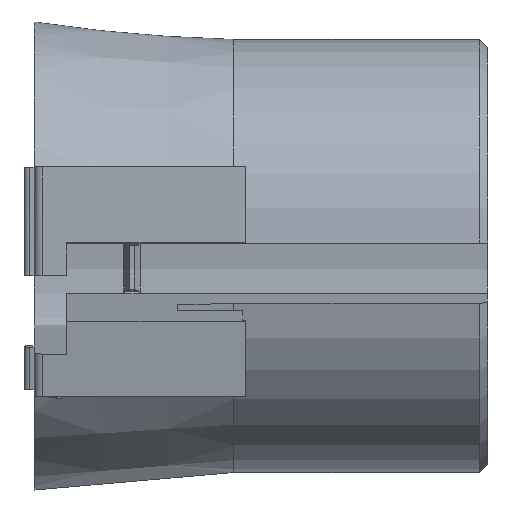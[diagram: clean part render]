
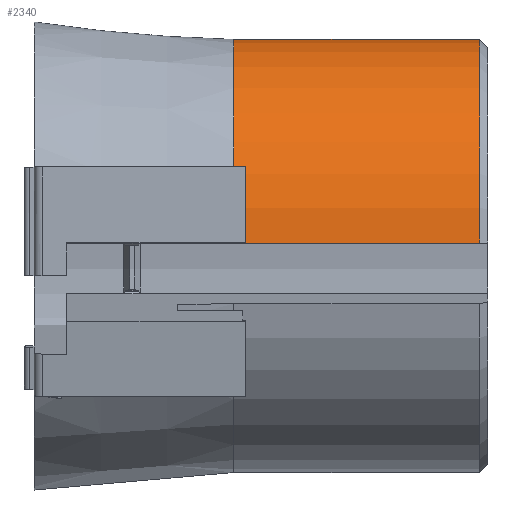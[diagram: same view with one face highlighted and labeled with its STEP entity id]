
A CAD part, top view. The second image highlights one B-rep face of the part: STEP entity #2340.
In plain terms, the highlighted cylindrical face has radius 12.5 mm (diameter 25 mm), a partial arc.
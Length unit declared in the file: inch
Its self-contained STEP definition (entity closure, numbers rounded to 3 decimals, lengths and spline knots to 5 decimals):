
#43 = ORIENTED_EDGE ( 'NONE', *, *, #772, .T. ) ;
#46 = DIRECTION ( 'NONE',  ( -1., 0., 0. ) ) ;
#85 = VERTEX_POINT ( 'NONE', #814 ) ;
#92 = LINE ( 'NONE', #700, #1252 ) ;
#126 = CARTESIAN_POINT ( 'NONE',  ( 1.04331, 0., 0. ) ) ;
#503 = EDGE_CURVE ( 'NONE', #85, #1146, #92, .T. ) ;
#672 = EDGE_CURVE ( 'NONE', #1146, #1315, #2396, .T. ) ;
#700 = CARTESIAN_POINT ( 'NONE',  ( 0.7565, 0.01239, -0.49197 ) ) ;
#772 = EDGE_CURVE ( 'NONE', #2495, #1315, #3207, .T. ) ;
#802 = DIRECTION ( 'NONE',  ( 1., 0., 0. ) ) ;
#814 = CARTESIAN_POINT ( 'NONE',  ( 0.45, 0.01239, -0.49197 ) ) ;
#999 = DIRECTION ( 'NONE',  ( 0., -1., 0. ) ) ;
#1012 = CARTESIAN_POINT ( 'NONE',  ( 0.7565, 0., 0. ) ) ;
#1076 = EDGE_LOOP ( 'NONE', ( #43, #1495, #1314, #2100 ) ) ;
#1146 = VERTEX_POINT ( 'NONE', #3024 ) ;
#1252 = VECTOR ( 'NONE', #2499, 39.37008 ) ;
#1261 = DIRECTION ( 'NONE',  ( -1., 0., 0. ) ) ;
#1275 = DIRECTION ( 'NONE',  ( 0., -1., 0. ) ) ;
#1314 = ORIENTED_EDGE ( 'NONE', *, *, #503, .F. ) ;
#1315 = VERTEX_POINT ( 'NONE', #1316 ) ;
#1316 = CARTESIAN_POINT ( 'NONE',  ( 1.04331, 0., 0.49213 ) ) ;
#1495 = ORIENTED_EDGE ( 'NONE', *, *, #672, .F. ) ;
#1564 = AXIS2_PLACEMENT_3D ( 'NONE', #126, #3537, #3170 ) ;
#2100 = ORIENTED_EDGE ( 'NONE', *, *, #2218, .F. ) ;
#2218 = EDGE_CURVE ( 'NONE', #2495, #85, #2536, .T. ) ;
#2340 = ADVANCED_FACE ( 'NONE', ( #3097 ), #2508, .T. ) ;
#2396 = CIRCLE ( 'NONE', #1564, 0.49213 ) ;
#2495 = VERTEX_POINT ( 'NONE', #2869 ) ;
#2499 = DIRECTION ( 'NONE',  ( 1., 0., 0. ) ) ;
#2508 = CYLINDRICAL_SURFACE ( 'NONE', #2727, 0.49213 ) ;
#2536 = CIRCLE ( 'NONE', #3514, 0.49213 ) ;
#2727 = AXIS2_PLACEMENT_3D ( 'NONE', #1012, #46, #1275 ) ;
#2869 = CARTESIAN_POINT ( 'NONE',  ( 0.45, 0., 0.49213 ) ) ;
#2961 = VECTOR ( 'NONE', #802, 39.37008 ) ;
#3024 = CARTESIAN_POINT ( 'NONE',  ( 1.04331, 0.01239, -0.49197 ) ) ;
#3097 = FACE_OUTER_BOUND ( 'NONE', #1076, .T. ) ;
#3170 = DIRECTION ( 'NONE',  ( 0., 1., 0. ) ) ;
#3183 = CARTESIAN_POINT ( 'NONE',  ( 0.45, 0., 0. ) ) ;
#3207 = LINE ( 'NONE', #3557, #2961 ) ;
#3514 = AXIS2_PLACEMENT_3D ( 'NONE', #3183, #1261, #999 ) ;
#3537 = DIRECTION ( 'NONE',  ( 1., 0., 0. ) ) ;
#3557 = CARTESIAN_POINT ( 'NONE',  ( -0.0315, 0., 0.49213 ) ) ;
